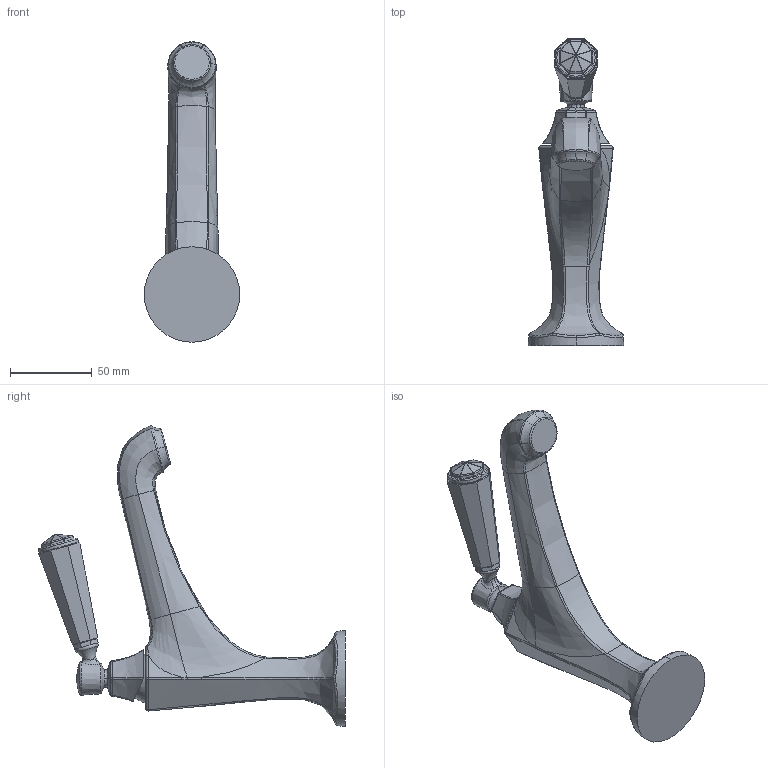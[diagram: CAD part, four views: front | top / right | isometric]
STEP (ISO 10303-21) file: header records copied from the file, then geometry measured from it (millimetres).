
FILE_DESCRIPTION((''),'2;1');
FILE_NAME('1233_','2021-02-12T10:51:18',('rsmith'),(''),'CREO PARAMETRIC BY PTC INC, 2018400','CREO PARAMETRIC BY PTC INC, 2018400','');
FILE_SCHEMA(('AUTOMOTIVE_DESIGN { 1 0 10303 214 1 1 1 1 }'));
Length unit declared in the file: inch
Products named in the file (1): 1233_
Bounding box: 58.42 x 187.73 x 183.8 mm (x, y, z)
Volume: 261130.2 mm3; surface area: 43745.2 mm2
Topology: 2 solids, 2 shells, 332 faces, 731 edges, 407 vertices
Faces by surface type: bspline 158, plane 72, cylinder 33, sphere 32, extrusion 14, torus 12, revolution 6, cone 5
Entity records: 23281 total; most frequent: CARTESIAN_POINT 12333, ORIENTED_EDGE 1458, PRESENTATION_STYLE_ASSIGNMENT 1083, DIRECTION 975, STYLED_ITEM 751, CURVE_STYLE 749, EDGE_CURVE 729, VERTEX_POINT 407
